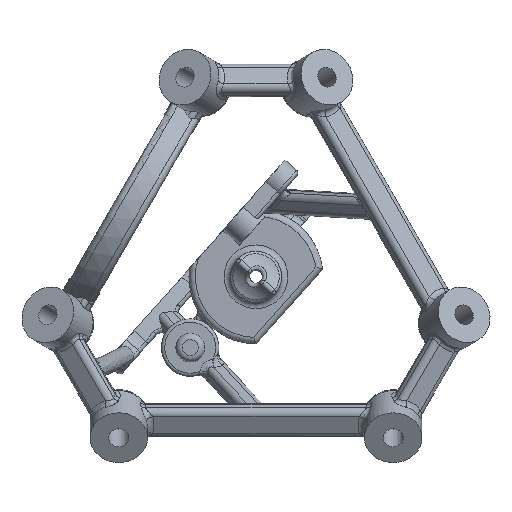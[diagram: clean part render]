
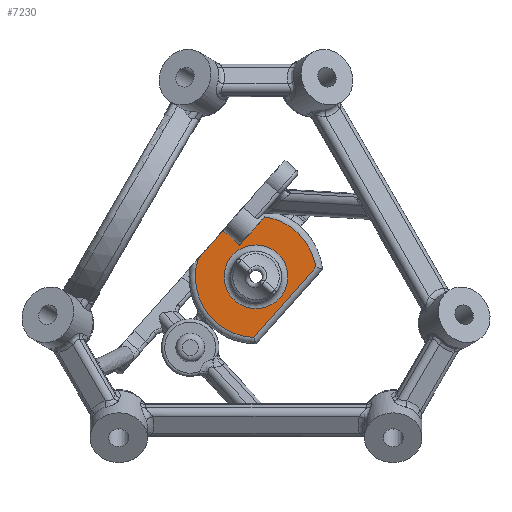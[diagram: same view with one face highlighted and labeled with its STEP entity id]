
A CAD part, top view. The second image highlights one B-rep face of the part: STEP entity #7230.
In plain terms, the highlighted planar face has unit normal (0, 0, 1).
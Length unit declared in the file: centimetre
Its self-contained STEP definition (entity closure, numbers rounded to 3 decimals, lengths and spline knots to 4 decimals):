
#215=B_SPLINE_CURVE_WITH_KNOTS('',3,(#10922,#10923,#10924,#10925,#10926,
#10927,#10928,#10929,#10930,#10931,#10932,#10933,#10934,#10935,#10936,#10937,
#10938,#10939,#10940,#10941,#10942,#10943,#10944,#10945,#10946,#10947,#10948,
#10949,#10950,#10951,#10952,#10953,#10954,#10955),.UNSPECIFIED.,.T.,.U.,
(4,2,2,2,2,2,2,2,2,2,2,2,2,2,2,2,4),(0.,0.0211,0.044,
0.0692,0.0967,0.1246,0.1503,
0.1734,0.1944,0.2153,0.2384,
0.2642,0.292,0.3196,0.3448,0.3676,
0.3887),.UNSPECIFIED.);
#698=VECTOR('',#27279,1.);
#704=VECTOR('',#27309,1.);
#705=VECTOR('',#27310,1.);
#706=VECTOR('',#27313,1.);
#1071=LINE('',#10832,#698);
#1077=LINE('',#10920,#704);
#1078=LINE('',#10957,#705);
#1079=LINE('',#10960,#706);
#1375=PLANE('',#7789);
#1789=VERTEX_POINT('',#10831);
#1790=VERTEX_POINT('',#10833);
#1804=VERTEX_POINT('',#10862);
#1807=VERTEX_POINT('',#10918);
#1808=VERTEX_POINT('',#10919);
#1809=VERTEX_POINT('',#10921);
#1810=VERTEX_POINT('',#10956);
#1811=VERTEX_POINT('',#10959);
#2406=CIRCLE('',#7787,0.5);
#2407=CIRCLE('',#7790,0.95);
#2408=CIRCLE('',#7791,0.95);
#2930=EDGE_CURVE('',#1790,#1789,#1071,.T.);
#2946=EDGE_CURVE('',#1804,#1804,#2406,.T.);
#2949=EDGE_CURVE('',#1807,#1808,#2407,.T.);
#2950=EDGE_CURVE('',#1809,#1807,#1077,.T.);
#2951=EDGE_CURVE('',#1810,#1809,#215,.T.);
#2952=EDGE_CURVE('',#1790,#1810,#1078,.T.);
#2953=EDGE_CURVE('',#1811,#1789,#2408,.T.);
#2954=EDGE_CURVE('',#1808,#1811,#1079,.T.);
#4280=ORIENTED_EDGE('',*,*,#2949,.F.);
#4281=ORIENTED_EDGE('',*,*,#2950,.F.);
#4282=ORIENTED_EDGE('',*,*,#2951,.F.);
#4283=ORIENTED_EDGE('',*,*,#2952,.F.);
#4284=ORIENTED_EDGE('',*,*,#2930,.T.);
#4285=ORIENTED_EDGE('',*,*,#2953,.F.);
#4286=ORIENTED_EDGE('',*,*,#2954,.F.);
#4287=ORIENTED_EDGE('',*,*,#2946,.F.);
#6185=EDGE_LOOP('',(#4280,#4281,#4282,#4283,#4284,#4285,#4286));
#6186=EDGE_LOOP('',(#4287));
#6717=FACE_BOUND('',#6185,.T.);
#6718=FACE_BOUND('',#6186,.T.);
#7230=ADVANCED_FACE('',(#6717,#6718),#1375,.T.);
#7787=AXIS2_PLACEMENT_3D('',#10861,#27302,#27303);
#7789=AXIS2_PLACEMENT_3D('',#10916,#27306,$);
#7790=AXIS2_PLACEMENT_3D('',#10917,#27307,#27308);
#7791=AXIS2_PLACEMENT_3D('',#10958,#27311,#27312);
#10831=CARTESIAN_POINT('',(-0.9044,0.2907,-1.8));
#10832=CARTESIAN_POINT('',(-0.7454,0.4705,-1.8));
#10833=CARTESIAN_POINT('',(-0.2636,1.0151,-1.8));
#10861=CARTESIAN_POINT('',(0.,0.,-1.8));
#10862=CARTESIAN_POINT('',(0.5,0.,-1.8));
#10916=CARTESIAN_POINT('',(0.,0.,-1.8));
#10917=CARTESIAN_POINT('',(0.,0.,-1.8));
#10918=CARTESIAN_POINT('',(0.0767,0.9469,-1.8));
#10919=CARTESIAN_POINT('',(0.9374,0.1541,-1.8));
#10920=CARTESIAN_POINT('',(-0.4335,0.3702,-1.8));
#10921=CARTESIAN_POINT('',(0.0086,0.87,-1.8));
#10922=CARTESIAN_POINT('',(0.0103,0.9624,-1.8));
#10923=CARTESIAN_POINT('',(0.0051,0.9671,-1.8));
#10924=CARTESIAN_POINT('',(-0.0023,0.9712,-1.8));
#10925=CARTESIAN_POINT('',(-0.0163,0.9755,-1.8));
#10926=CARTESIAN_POINT('',(-0.0254,0.9763,-1.8));
#10927=CARTESIAN_POINT('',(-0.0414,0.9746,-1.8));
#10928=CARTESIAN_POINT('',(-0.051,0.9715,-1.8));
#10929=CARTESIAN_POINT('',(-0.0665,0.9633,-1.8));
#10930=CARTESIAN_POINT('',(-0.0752,0.9564,-1.8));
#10931=CARTESIAN_POINT('',(-0.0874,0.9425,-1.8));
#10932=CARTESIAN_POINT('',(-0.0932,0.9331,-1.8));
#10933=CARTESIAN_POINT('',(-0.0996,0.9164,-1.8));
#10934=CARTESIAN_POINT('',(-0.1016,0.9063,-1.8));
#10935=CARTESIAN_POINT('',(-0.1016,0.89,-1.8));
#10936=CARTESIAN_POINT('',(-0.0998,0.8809,-1.8));
#10937=CARTESIAN_POINT('',(-0.0939,0.8675,-1.8));
#10938=CARTESIAN_POINT('',(-0.089,0.8607,-1.8));
#10939=CARTESIAN_POINT('',(-0.0786,0.8514,-1.8));
#10940=CARTESIAN_POINT('',(-0.0712,0.8474,-1.8));
#10941=CARTESIAN_POINT('',(-0.0572,0.8432,-1.8));
#10942=CARTESIAN_POINT('',(-0.0479,0.8426,-1.8));
#10943=CARTESIAN_POINT('',(-0.0318,0.8445,-1.8));
#10944=CARTESIAN_POINT('',(-0.022,0.8477,-1.8));
#10945=CARTESIAN_POINT('',(-0.0062,0.8561,-1.8));
#10946=CARTESIAN_POINT('',(0.0025,0.863,-1.8));
#10947=CARTESIAN_POINT('',(0.0147,0.8769,-1.8));
#10948=CARTESIAN_POINT('',(0.0205,0.8863,-1.8));
#10949=CARTESIAN_POINT('',(0.0268,0.9027,-1.8));
#10950=CARTESIAN_POINT('',(0.0286,0.9126,-1.8));
#10951=CARTESIAN_POINT('',(0.0284,0.9286,-1.8));
#10952=CARTESIAN_POINT('',(0.0266,0.9376,-1.8));
#10953=CARTESIAN_POINT('',(0.0206,0.9509,-1.8));
#10954=CARTESIAN_POINT('',(0.0156,0.9578,-1.8));
#10955=CARTESIAN_POINT('',(0.0103,0.9624,-1.8));
#10956=CARTESIAN_POINT('',(-0.0838,0.8561,-1.8));
#10957=CARTESIAN_POINT('',(-0.1184,0.8867,-1.8));
#10958=CARTESIAN_POINT('',(0.,0.,-1.8));
#10959=CARTESIAN_POINT('',(-0.0387,-0.9492,-1.8));
#10960=CARTESIAN_POINT('',(0.4639,-0.3811,-1.8));
#27279=DIRECTION('',(-0.663,-0.749,0.));
#27302=DIRECTION('',(0.,0.,1.));
#27303=DIRECTION('',(-0.5,0.,0.));
#27306=DIRECTION('',(0.,0.,1.));
#27307=DIRECTION('',(0.,0.,-1.));
#27308=DIRECTION('',(0.683,0.66,0.));
#27309=DIRECTION('',(0.663,0.749,0.));
#27310=DIRECTION('',(0.749,-0.663,0.));
#27311=DIRECTION('',(0.,0.,-1.));
#27312=DIRECTION('',(-0.712,-0.629,0.));
#27313=DIRECTION('',(-0.663,-0.749,0.));
